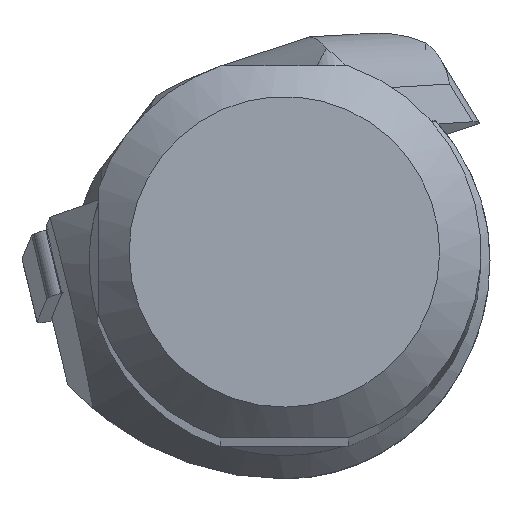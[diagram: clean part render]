
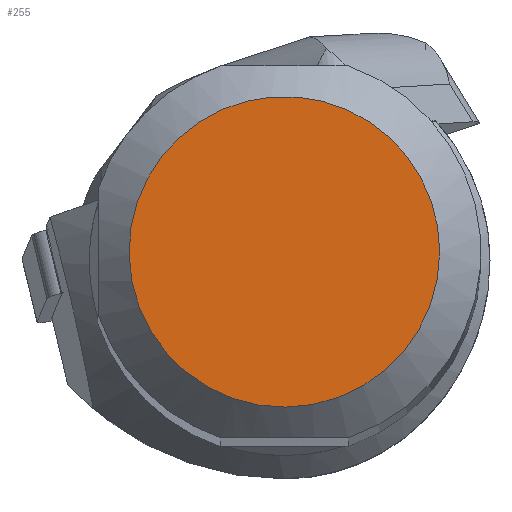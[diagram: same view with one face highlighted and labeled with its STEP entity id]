
A CAD part, top view. The second image highlights one B-rep face of the part: STEP entity #255.
In plain terms, the highlighted planar face has unit normal (0, 0, 1).
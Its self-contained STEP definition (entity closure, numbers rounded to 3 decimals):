
#179=FACE_OUTER_BOUND('',#639,.T.);
#255=ADVANCED_FACE('CU_SU_BP3',(#179),#320,.T.);
#320=PLANE('',#1652);
#639=EDGE_LOOP('',(#841));
#841=ORIENTED_EDGE('',*,*,#1354,.T.);
#1191=VERTEX_POINT('',#2474);
#1354=EDGE_CURVE('',#1191,#1191,#1486,.T.);
#1486=CIRCLE('',#1651,7.516);
#1651=AXIS2_PLACEMENT_3D('',#2473,#1926,#1927);
#1652=AXIS2_PLACEMENT_3D('',#2475,#1928,#1929);
#1926=DIRECTION('',(0.,0.,1.));
#1927=DIRECTION('',(1.,0.,0.));
#1928=DIRECTION('',(0.,0.,1.));
#1929=DIRECTION('',(1.,0.,0.));
#2473=CARTESIAN_POINT('',(0.,0.,0.));
#2474=CARTESIAN_POINT('',(7.516,0.,0.));
#2475=CARTESIAN_POINT('',(0.,0.,
0.));
